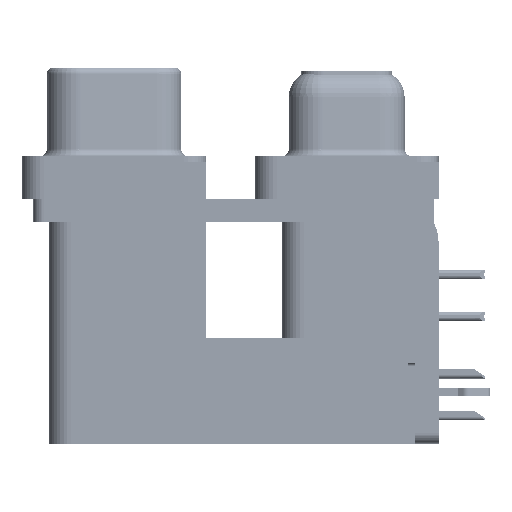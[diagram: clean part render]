
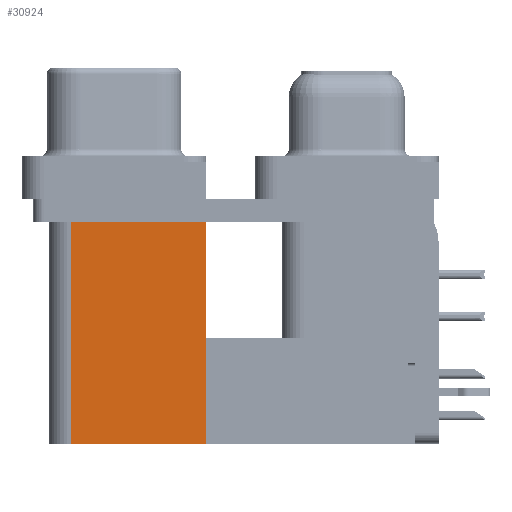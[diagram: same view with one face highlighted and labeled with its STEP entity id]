
A CAD part, left-side view. The second image highlights one B-rep face of the part: STEP entity #30924.
In plain terms, the highlighted planar face has unit normal (-1, 0, 0).
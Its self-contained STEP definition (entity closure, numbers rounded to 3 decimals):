
#2803 = LINE ( 'NONE', #24318, #12537 ) ;
#2810 = CARTESIAN_POINT ( 'NONE',  ( 3.7, 9.6, -19.2 ) ) ;
#4378 = CARTESIAN_POINT ( 'NONE',  ( 3.7, 9.6, -19.2 ) ) ;
#4728 = ORIENTED_EDGE ( 'NONE', *, *, #10983, .T. ) ;
#5675 = CARTESIAN_POINT ( 'NONE',  ( 3.7, 9.6, -2.5 ) ) ;
#9029 = VERTEX_POINT ( 'NONE', #20685 ) ;
#10983 = EDGE_CURVE ( 'NONE', #26542, #31591, #13847, .T. ) ;
#12266 = CARTESIAN_POINT ( 'NONE',  ( 3.7, 9.6, -19.2 ) ) ;
#12345 = ORIENTED_EDGE ( 'NONE', *, *, #13656, .T. ) ;
#12537 = VECTOR ( 'NONE', #25157, 1000. ) ;
#13656 = EDGE_CURVE ( 'NONE', #18293, #26542, #2803, .T. ) ;
#13847 = LINE ( 'NONE', #31636, #34383 ) ;
#14741 = AXIS2_PLACEMENT_3D ( 'NONE', #4378, #17021, #48609 ) ;
#16003 = DIRECTION ( 'NONE',  ( 0., 0., 1. ) ) ;
#17021 = DIRECTION ( 'NONE',  ( 1., 0., 0. ) ) ;
#18293 = VERTEX_POINT ( 'NONE', #2810 ) ;
#20685 = CARTESIAN_POINT ( 'NONE',  ( 3.7, 18.8, -19.2 ) ) ;
#24318 = CARTESIAN_POINT ( 'NONE',  ( 3.7, 9.6, -19.2 ) ) ;
#25157 = DIRECTION ( 'NONE',  ( 0., 0., 1. ) ) ;
#26542 = VERTEX_POINT ( 'NONE', #5675 ) ;
#30924 = ADVANCED_FACE ( 'NONE', ( #56348 ), #52896, .F. ) ;
#31591 = VERTEX_POINT ( 'NONE', #35854 ) ;
#31636 = CARTESIAN_POINT ( 'NONE',  ( 3.7, 9.6, -2.5 ) ) ;
#34383 = VECTOR ( 'NONE', #52892, 1000. ) ;
#35023 = VECTOR ( 'NONE', #16003, 1000. ) ;
#35069 = VECTOR ( 'NONE', #47598, 1000. ) ;
#35832 = ORIENTED_EDGE ( 'NONE', *, *, #46778, .F. ) ;
#35854 = CARTESIAN_POINT ( 'NONE',  ( 3.7, 18.8, -2.5 ) ) ;
#41192 = ORIENTED_EDGE ( 'NONE', *, *, #45129, .F. ) ;
#43272 = LINE ( 'NONE', #12266, #35069 ) ;
#45129 = EDGE_CURVE ( 'NONE', #9029, #31591, #45902, .T. ) ;
#45902 = LINE ( 'NONE', #50482, #35023 ) ;
#46778 = EDGE_CURVE ( 'NONE', #18293, #9029, #43272, .T. ) ;
#47598 = DIRECTION ( 'NONE',  ( 0., 1., 0. ) ) ;
#48609 = DIRECTION ( 'NONE',  ( 0., 0., -1. ) ) ;
#50482 = CARTESIAN_POINT ( 'NONE',  ( 3.7, 18.8, -19.2 ) ) ;
#52892 = DIRECTION ( 'NONE',  ( 0., 1., 0. ) ) ;
#52896 = PLANE ( 'NONE',  #14741 ) ;
#54386 = EDGE_LOOP ( 'NONE', ( #4728, #41192, #35832, #12345 ) ) ;
#56348 = FACE_OUTER_BOUND ( 'NONE', #54386, .T. ) ;
